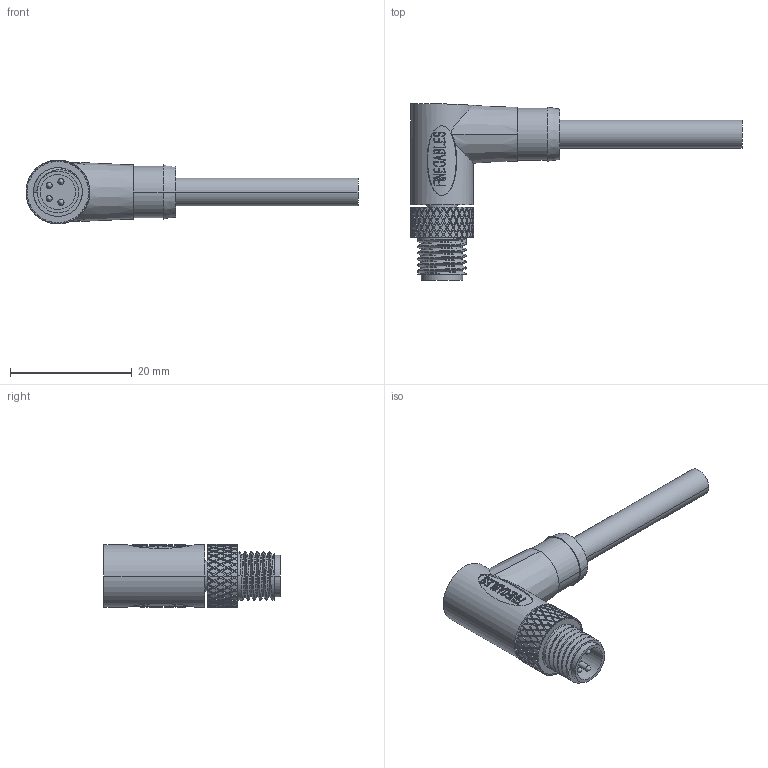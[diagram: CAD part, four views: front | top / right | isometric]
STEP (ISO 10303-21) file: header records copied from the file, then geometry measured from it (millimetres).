
FILE_DESCRIPTION (( 'STEP AP203' ), '1' );
FILE_NAME ('P33.STEP', '2020-03-30T07:38:49', ( 'edpusr' ), ( 'Microsoft' ), 'SwSTEP 2.0', 'SolidWorks 2015', '' );
FILE_SCHEMA (( 'CONFIG_CONTROL_DESIGN' ));
Length unit declared in the file: millimetre
Products named in the file (1): P33
Bounding box: 54.6 x 29 x 10.5 mm (x, y, z)
Volume: 3362.8 mm3; surface area: 2503.9 mm2
Topology: 2 solids, 2 shells, 1304 faces, 3518 edges, 2344 vertices
Faces by surface type: bspline 966, cylinder 258, plane 76, cone 4
Entity records: 84572 total; most frequent: CARTESIAN_POINT 58240, ORIENTED_EDGE 7036, EDGE_CURVE 3518, DIRECTION 2522, VERTEX_POINT 2344, B_SPLINE_CURVE_WITH_KNOTS 1959, EDGE_LOOP 1430, ADVANCED_FACE 1304
